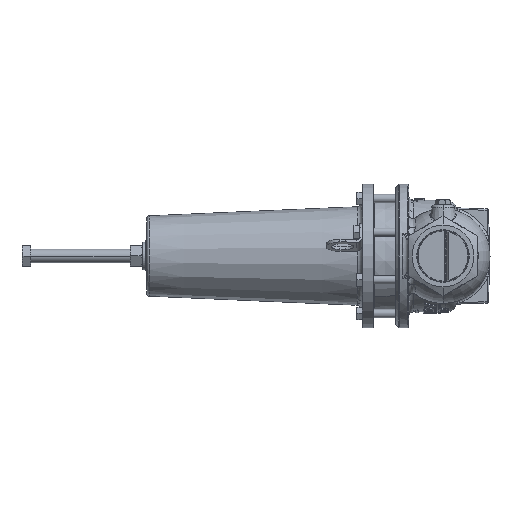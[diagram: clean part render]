
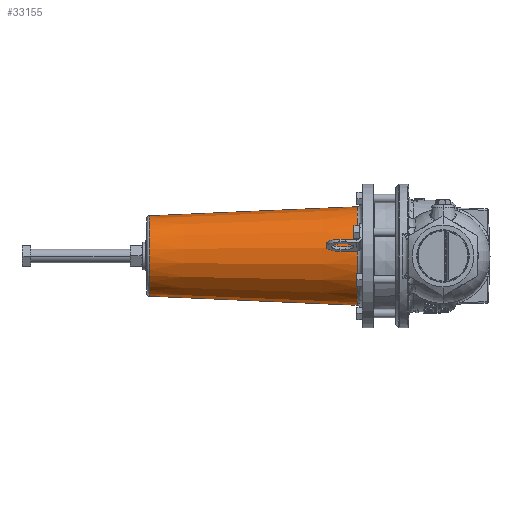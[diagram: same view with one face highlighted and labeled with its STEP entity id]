
A CAD part, left-side view. The second image highlights one B-rep face of the part: STEP entity #33155.
In plain terms, the highlighted conical face has half-angle 2.5 degrees and reference radius 56.85 mm.
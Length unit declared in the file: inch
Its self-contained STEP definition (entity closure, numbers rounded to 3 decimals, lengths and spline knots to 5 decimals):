
#292 = CARTESIAN_POINT ( 'NONE',  ( 0., 13.28195, 0. ) ) ;
#1224 = VERTEX_POINT ( 'NONE', #55363 ) ;
#1855 = ORIENTED_EDGE ( 'NONE', *, *, #47426, .T. ) ;
#2585 = ORIENTED_EDGE ( 'NONE', *, *, #28326, .F. ) ;
#2587 = CARTESIAN_POINT ( 'NONE',  ( -0.00499, 11.48959, 1.89598 ) ) ;
#3669 = CARTESIAN_POINT ( 'NONE',  ( -0.00504, 11.31141, 1.90376 ) ) ;
#5140 = AXIS2_PLACEMENT_3D ( 'NONE', #292, #68443, #35100 ) ;
#7010 = LINE ( 'NONE', #63105, #20068 ) ;
#7099 = CARTESIAN_POINT ( 'NONE',  ( 0., 13.28195, -1.81772 ) ) ;
#8050 = CARTESIAN_POINT ( 'NONE',  ( 0., 11.48959, 1.89598 ) ) ;
#8408 = CARTESIAN_POINT ( 'NONE',  ( -0.03615, 11.32699, 1.90275 ) ) ;
#13262 = VERTEX_POINT ( 'NONE', #7099 ) ;
#13547 = CARTESIAN_POINT ( 'NONE',  ( -0.01006, 11.48872, 1.89599 ) ) ;
#14258 = CARTESIAN_POINT ( 'NONE',  ( -0.06243, 11.39066, 1.89927 ) ) ;
#14626 = CARTESIAN_POINT ( 'NONE',  ( -0.05061, 11.45374, 1.89687 ) ) ;
#14789 = DIRECTION ( 'NONE',  ( 0., -1., 0. ) ) ;
#16647 = EDGE_CURVE ( 'NONE', #31917, #1224, #37461, .T. ) ;
#16944 = CARTESIAN_POINT ( 'NONE',  ( 0., 3.6515, 2.23819 ) ) ;
#18596 = EDGE_CURVE ( 'NONE', #26289, #31252, #60985, .T. ) ;
#18680 = CARTESIAN_POINT ( 'NONE',  ( -0.00997, 11.3123, 1.9037 ) ) ;
#19402 = CARTESIAN_POINT ( 'NONE',  ( -0.06146, 11.42064, 1.89799 ) ) ;
#19554 = CARTESIAN_POINT ( 'NONE',  ( 0., 3.6515, 0. ) ) ;
#20068 = VECTOR ( 'NONE', #35619, 39.37008 ) ;
#20130 = CARTESIAN_POINT ( 'NONE',  ( -0.05795, 11.43512, 1.89747 ) ) ;
#22097 = DIRECTION ( 'NONE',  ( 0., -0.999, 0.044 ) ) ;
#22388 = CARTESIAN_POINT ( 'NONE',  ( 0., 3.8906, 0. ) ) ;
#23420 = VECTOR ( 'NONE', #28887, 39.37008 ) ;
#24920 = CARTESIAN_POINT ( 'NONE',  ( -0.04299, 11.46661, 1.8965 ) ) ;
#26289 = VERTEX_POINT ( 'NONE', #58960 ) ;
#26517 = EDGE_LOOP ( 'NONE', ( #41317, #1855, #48955, #49061, #36850, #2585 ) ) ;
#28326 = EDGE_CURVE ( 'NONE', #31252, #31855, #28655, .T. ) ;
#28655 = B_SPLINE_CURVE_WITH_KNOTS ( 'NONE', 3,
 ( #8050, #2587, #13547, #63442, #53556, #58676, #24920, #14626, #47329, #48065, #20130, #19402, #47696, #14258, #69649, #41459, #36331, #68927, #8408, #37049, #70001, #18680, #3669, #35596 ),
 .UNSPECIFIED., .F., .F.,
 ( 4, 2, 2, 2, 2, 2, 2, 2, 2, 2, 2, 4 ),
 ( 0.00687, 0.00726, 0.00764, 0.0084, 0.00878, 0.00916, 0.00993, 0.01069, 0.01145, 0.01221, 0.01259, 0.01298 ),
 .UNSPECIFIED. ) ;
#28887 = DIRECTION ( 'NONE',  ( 0., -0.999, 0.044 ) ) ;
#30316 = CONICAL_SURFACE ( 'NONE', #33845, 2.23819, 0.044 ) ;
#30608 = FACE_OUTER_BOUND ( 'NONE', #26517, .T. ) ;
#31252 = VERTEX_POINT ( 'NONE', #63202 ) ;
#31855 = VERTEX_POINT ( 'NONE', #54862 ) ;
#31917 = VERTEX_POINT ( 'NONE', #62876 ) ;
#33155 = ADVANCED_FACE ( 'NONE', ( #30608 ), #30316, .T. ) ;
#33845 = AXIS2_PLACEMENT_3D ( 'NONE', #19554, #14789, #36118 ) ;
#33968 = AXIS2_PLACEMENT_3D ( 'NONE', #22388, #52443, #41438 ) ;
#35100 = DIRECTION ( 'NONE',  ( 0., 0., 1. ) ) ;
#35596 = CARTESIAN_POINT ( 'NONE',  ( 0., 11.31141, 1.90376 ) ) ;
#35619 = DIRECTION ( 'NONE',  ( 0., -0.999, -0.044 ) ) ;
#36118 = DIRECTION ( 'NONE',  ( 0., 0., -1. ) ) ;
#36331 = CARTESIAN_POINT ( 'NONE',  ( -0.05271, 11.35204, 1.90126 ) ) ;
#36850 = ORIENTED_EDGE ( 'NONE', *, *, #53624, .F. ) ;
#37049 = CARTESIAN_POINT ( 'NONE',  ( -0.0239, 11.31807, 1.90332 ) ) ;
#37461 = CIRCLE ( 'NONE', #33968, 2.22776 ) ;
#39786 = EDGE_CURVE ( 'NONE', #13262, #31917, #7010, .T. ) ;
#41317 = ORIENTED_EDGE ( 'NONE', *, *, #18596, .F. ) ;
#41438 = DIRECTION ( 'NONE',  ( 0., 0., -1. ) ) ;
#41459 = CARTESIAN_POINT ( 'NONE',  ( -0.0563, 11.3613, 1.90075 ) ) ;
#45395 = CARTESIAN_POINT ( 'NONE',  ( 0., 3.6515, 2.23819 ) ) ;
#47329 = CARTESIAN_POINT ( 'NONE',  ( -0.0528, 11.44919, 1.89701 ) ) ;
#47426 = EDGE_CURVE ( 'NONE', #26289, #13262, #58996, .T. ) ;
#47696 = CARTESIAN_POINT ( 'NONE',  ( -0.06257, 11.41057, 1.8984 ) ) ;
#48065 = CARTESIAN_POINT ( 'NONE',  ( -0.05647, 11.43987, 1.89731 ) ) ;
#48955 = ORIENTED_EDGE ( 'NONE', *, *, #39786, .T. ) ;
#49061 = ORIENTED_EDGE ( 'NONE', *, *, #16647, .T. ) ;
#50312 = VECTOR ( 'NONE', #22097, 39.37008 ) ;
#52443 = DIRECTION ( 'NONE',  ( 0., 1., 0. ) ) ;
#53556 = CARTESIAN_POINT ( 'NONE',  ( -0.02408, 11.48311, 1.89611 ) ) ;
#53624 = EDGE_CURVE ( 'NONE', #31855, #1224, #61874, .T. ) ;
#54862 = CARTESIAN_POINT ( 'NONE',  ( 0., 11.31141, 1.90376 ) ) ;
#55363 = CARTESIAN_POINT ( 'NONE',  ( 0., 3.8906, 2.22776 ) ) ;
#58676 = CARTESIAN_POINT ( 'NONE',  ( -0.03635, 11.47446, 1.89631 ) ) ;
#58960 = CARTESIAN_POINT ( 'NONE',  ( 0., 13.28195, 1.81772 ) ) ;
#58996 = CIRCLE ( 'NONE', #5140, 1.81772 ) ;
#60985 = LINE ( 'NONE', #16944, #50312 ) ;
#61874 = LINE ( 'NONE', #45395, #23420 ) ;
#62876 = CARTESIAN_POINT ( 'NONE',  ( 0., 3.8906, -2.22776 ) ) ;
#63105 = CARTESIAN_POINT ( 'NONE',  ( 0., 3.6515, -2.23819 ) ) ;
#63202 = CARTESIAN_POINT ( 'NONE',  ( 0., 11.48959, 1.89598 ) ) ;
#63442 = CARTESIAN_POINT ( 'NONE',  ( -0.01955, 11.48549, 1.89606 ) ) ;
#68443 = DIRECTION ( 'NONE',  ( 0., -1., 0. ) ) ;
#68927 = CARTESIAN_POINT ( 'NONE',  ( -0.04251, 11.33469, 1.90227 ) ) ;
#69649 = CARTESIAN_POINT ( 'NONE',  ( -0.0612, 11.3807, 1.89975 ) ) ;
#70001 = CARTESIAN_POINT ( 'NONE',  ( -0.01951, 11.31567, 1.90348 ) ) ;
